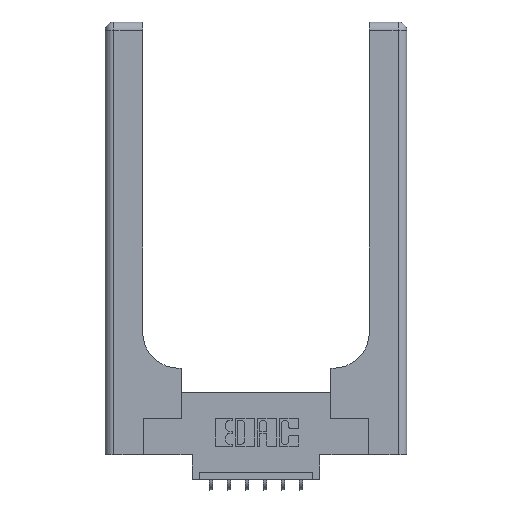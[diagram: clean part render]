
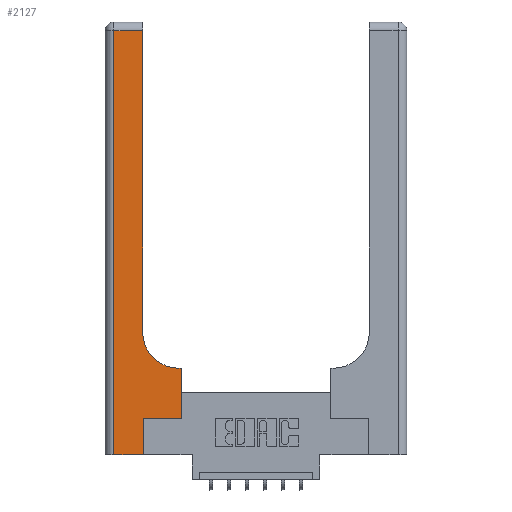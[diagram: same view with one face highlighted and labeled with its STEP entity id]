
A CAD part, top view. The second image highlights one B-rep face of the part: STEP entity #2127.
In plain terms, the highlighted planar face has unit normal (0, 0, 1).
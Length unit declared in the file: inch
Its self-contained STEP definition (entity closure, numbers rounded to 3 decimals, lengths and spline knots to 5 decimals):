
#49 = VECTOR ( 'NONE', #12179, 39.37008 ) ;
#114 = VECTOR ( 'NONE', #8482, 39.37008 ) ;
#283 = ORIENTED_EDGE ( 'NONE', *, *, #7776, .T. ) ;
#365 = VERTEX_POINT ( 'NONE', #7772 ) ;
#541 = VERTEX_POINT ( 'NONE', #2940 ) ;
#881 = CARTESIAN_POINT ( 'NONE',  ( 0.51, 0.85, 0.37 ) ) ;
#891 = EDGE_CURVE ( 'NONE', #2844, #5520, #8817, .T. ) ;
#1557 = DIRECTION ( 'NONE',  ( 0., 0., -1. ) ) ;
#1584 = EDGE_CURVE ( 'NONE', #2234, #6263, #8773, .T. ) ;
#1797 = ORIENTED_EDGE ( 'NONE', *, *, #12229, .T. ) ;
#2127 = ADVANCED_FACE ( 'NONE', ( #3154 ), #8992, .F. ) ;
#2234 = VERTEX_POINT ( 'NONE', #14160 ) ;
#2308 = CARTESIAN_POINT ( 'NONE',  ( 0.51, 0.6, 0.37 ) ) ;
#2577 = VECTOR ( 'NONE', #9954, 39.37008 ) ;
#2689 = DIRECTION ( 'NONE',  ( 1., 0., 0. ) ) ;
#2844 = VERTEX_POINT ( 'NONE', #5260 ) ;
#2940 = CARTESIAN_POINT ( 'NONE',  ( 0.06, 0., 0.37 ) ) ;
#3154 = FACE_OUTER_BOUND ( 'NONE', #12746, .T. ) ;
#3651 = CARTESIAN_POINT ( 'NONE',  ( 0.265, 0., 0.37 ) ) ;
#4197 = VECTOR ( 'NONE', #10762, 39.37008 ) ;
#4209 = ORIENTED_EDGE ( 'NONE', *, *, #8707, .T. ) ;
#4401 = CIRCLE ( 'NONE', #4642, 0.25 ) ;
#4442 = ORIENTED_EDGE ( 'NONE', *, *, #4508, .T. ) ;
#4501 = CARTESIAN_POINT ( 'NONE',  ( 0.26, 0.6, 0.37 ) ) ;
#4508 = EDGE_CURVE ( 'NONE', #11113, #8746, #12148, .T. ) ;
#4642 = AXIS2_PLACEMENT_3D ( 'NONE', #881, #1557, #2689 ) ;
#4966 = ORIENTED_EDGE ( 'NONE', *, *, #6052, .T. ) ;
#5260 = CARTESIAN_POINT ( 'NONE',  ( 0.528, 0.6, 0.37 ) ) ;
#5472 = DIRECTION ( 'NONE',  ( 1., 0., 0. ) ) ;
#5520 = VERTEX_POINT ( 'NONE', #2308 ) ;
#6050 = VECTOR ( 'NONE', #6695, 39.37008 ) ;
#6052 = EDGE_CURVE ( 'NONE', #365, #541, #7249, .T. ) ;
#6077 = ORIENTED_EDGE ( 'NONE', *, *, #1584, .T. ) ;
#6263 = VERTEX_POINT ( 'NONE', #12484 ) ;
#6289 = CARTESIAN_POINT ( 'NONE',  ( 0.265, 0., 0.37 ) ) ;
#6306 = CARTESIAN_POINT ( 'NONE',  ( 0.06, 3., 0.37 ) ) ;
#6508 = VECTOR ( 'NONE', #7922, 39.37008 ) ;
#6577 = DIRECTION ( 'NONE',  ( 0., 0., -1. ) ) ;
#6695 = DIRECTION ( 'NONE',  ( -1., 0., 0. ) ) ;
#7249 = LINE ( 'NONE', #6306, #4197 ) ;
#7610 = DIRECTION ( 'NONE',  ( -1., 0., 0. ) ) ;
#7772 = CARTESIAN_POINT ( 'NONE',  ( 0.06, 2.94, 0.37 ) ) ;
#7776 = EDGE_CURVE ( 'NONE', #6263, #365, #14370, .T. ) ;
#7827 = CARTESIAN_POINT ( 'NONE',  ( 0.26, 3., 0.37 ) ) ;
#7922 = DIRECTION ( 'NONE',  ( 0., 1., 0. ) ) ;
#8479 = VERTEX_POINT ( 'NONE', #3651 ) ;
#8482 = DIRECTION ( 'NONE',  ( 0., 1., 0. ) ) ;
#8707 = EDGE_CURVE ( 'NONE', #541, #8479, #13198, .T. ) ;
#8746 = VERTEX_POINT ( 'NONE', #12260 ) ;
#8773 = LINE ( 'NONE', #7827, #2577 ) ;
#8817 = LINE ( 'NONE', #4501, #49 ) ;
#8869 = DIRECTION ( 'NONE',  ( 1., 0., 0. ) ) ;
#8992 = PLANE ( 'NONE',  #12620 ) ;
#9750 = VECTOR ( 'NONE', #5472, 39.37008 ) ;
#9795 = ORIENTED_EDGE ( 'NONE', *, *, #14012, .T. ) ;
#9954 = DIRECTION ( 'NONE',  ( 0., 1., 0. ) ) ;
#10090 = CARTESIAN_POINT ( 'NONE',  ( 0., 0., 0.37 ) ) ;
#10147 = EDGE_CURVE ( 'NONE', #5520, #2234, #4401, .T. ) ;
#10762 = DIRECTION ( 'NONE',  ( 0., -1., 0. ) ) ;
#10810 = ORIENTED_EDGE ( 'NONE', *, *, #891, .T. ) ;
#10883 = CARTESIAN_POINT ( 'NONE',  ( 0., 2.94, 0.37 ) ) ;
#11113 = VERTEX_POINT ( 'NONE', #13169 ) ;
#11855 = VECTOR ( 'NONE', #8869, 39.37008 ) ;
#12092 = LINE ( 'NONE', #13540, #6508 ) ;
#12148 = LINE ( 'NONE', #13223, #11855 ) ;
#12179 = DIRECTION ( 'NONE',  ( -1., 0., 0. ) ) ;
#12229 = EDGE_CURVE ( 'NONE', #8746, #2844, #12092, .T. ) ;
#12260 = CARTESIAN_POINT ( 'NONE',  ( 0.528, 0.25, 0.37 ) ) ;
#12484 = CARTESIAN_POINT ( 'NONE',  ( 0.26, 2.94, 0.37 ) ) ;
#12620 = AXIS2_PLACEMENT_3D ( 'NONE', #13369, #6577, #7610 ) ;
#12746 = EDGE_LOOP ( 'NONE', ( #6077, #283, #4966, #4209, #9795, #4442, #1797, #10810, #13295 ) ) ;
#12851 = LINE ( 'NONE', #6289, #114 ) ;
#13169 = CARTESIAN_POINT ( 'NONE',  ( 0.265, 0.25, 0.37 ) ) ;
#13198 = LINE ( 'NONE', #10090, #9750 ) ;
#13223 = CARTESIAN_POINT ( 'NONE',  ( 0.265, 0.25, 0.37 ) ) ;
#13295 = ORIENTED_EDGE ( 'NONE', *, *, #10147, .T. ) ;
#13369 = CARTESIAN_POINT ( 'NONE',  ( 0., 3., 0.37 ) ) ;
#13540 = CARTESIAN_POINT ( 'NONE',  ( 0.528, 0.25, 0.37 ) ) ;
#14012 = EDGE_CURVE ( 'NONE', #8479, #11113, #12851, .T. ) ;
#14160 = CARTESIAN_POINT ( 'NONE',  ( 0.26, 0.85, 0.37 ) ) ;
#14370 = LINE ( 'NONE', #10883, #6050 ) ;
